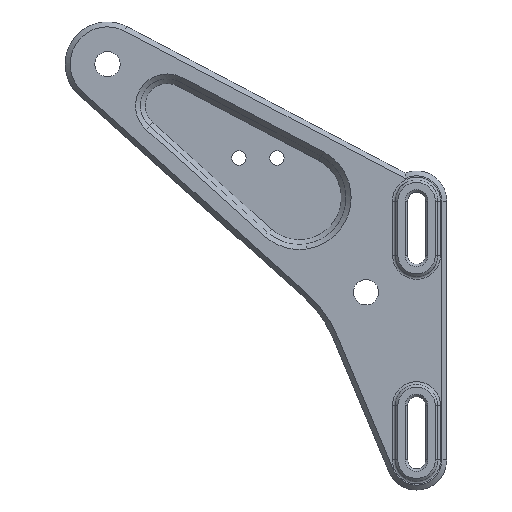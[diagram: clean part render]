
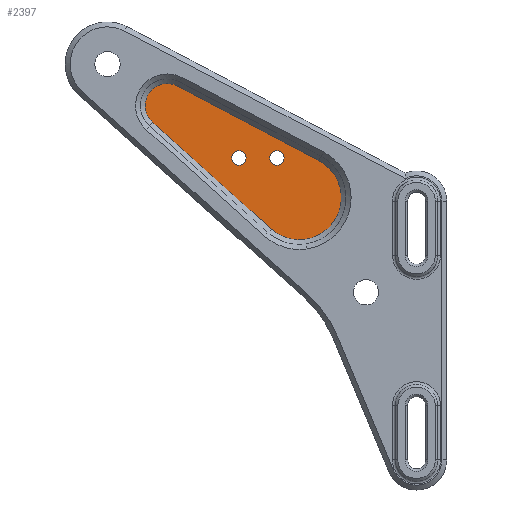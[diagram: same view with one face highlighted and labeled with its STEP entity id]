
A CAD part, top view. The second image highlights one B-rep face of the part: STEP entity #2397.
In plain terms, the highlighted planar face has unit normal (0, 0, 1).
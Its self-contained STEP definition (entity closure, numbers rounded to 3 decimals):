
#82=FACE_BOUND('',#444,.T.);
#83=FACE_BOUND('',#445,.T.);
#99=PLANE('',#2556);
#305=FACE_OUTER_BOUND('',#443,.T.);
#443=EDGE_LOOP('',(#1652,#1653,#1654,#1655));
#444=EDGE_LOOP('',(#1656));
#445=EDGE_LOOP('',(#1657));
#601=LINE('',#3773,#791);
#602=LINE('',#3774,#792);
#791=VECTOR('',#2768,10.);
#792=VECTOR('',#2769,10.);
#973=CIRCLE('',#2546,1.2);
#975=CIRCLE('',#2549,1.2);
#978=CIRCLE('',#2552,6.997);
#981=CIRCLE('',#2555,3.696);
#1014=VERTEX_POINT('',#3298);
#1016=VERTEX_POINT('',#3304);
#1023=VERTEX_POINT('',#3728);
#1024=VERTEX_POINT('',#3729);
#1029=VERTEX_POINT('',#3767);
#1030=VERTEX_POINT('',#3769);
#1257=EDGE_CURVE('',#1014,#1014,#973,.T.);
#1260=EDGE_CURVE('',#1016,#1016,#975,.T.);
#1268=EDGE_CURVE('',#1023,#1024,#978,.T.);
#1274=EDGE_CURVE('',#1029,#1030,#981,.T.);
#1276=EDGE_CURVE('',#1029,#1023,#601,.T.);
#1277=EDGE_CURVE('',#1030,#1024,#602,.T.);
#1652=ORIENTED_EDGE('',*,*,#1274,.F.);
#1653=ORIENTED_EDGE('',*,*,#1276,.T.);
#1654=ORIENTED_EDGE('',*,*,#1268,.T.);
#1655=ORIENTED_EDGE('',*,*,#1277,.F.);
#1656=ORIENTED_EDGE('',*,*,#1257,.T.);
#1657=ORIENTED_EDGE('',*,*,#1260,.T.);
#2397=ADVANCED_FACE('',(#305,#82,#83),#99,.T.);
#2546=AXIS2_PLACEMENT_3D('',#3300,#2738,#2739);
#2549=AXIS2_PLACEMENT_3D('',#3306,#2745,#2746);
#2552=AXIS2_PLACEMENT_3D('',#3730,#2754,#2755);
#2555=AXIS2_PLACEMENT_3D('',#3770,#2763,#2764);
#2556=AXIS2_PLACEMENT_3D('',#3772,#2766,#2767);
#2738=DIRECTION('center_axis',(0.,0.,
-1.));
#2739=DIRECTION('ref_axis',(1.,0.,0.));
#2745=DIRECTION('center_axis',(0.,0.,
-1.));
#2746=DIRECTION('ref_axis',(1.,0.,0.));
#2754=DIRECTION('center_axis',(0.,0.,
1.));
#2755=DIRECTION('ref_axis',(-0.667,-0.745,0.));
#2763=DIRECTION('center_axis',(0.,0.,
-1.));
#2764=DIRECTION('ref_axis',(0.466,0.885,0.));
#2766=DIRECTION('center_axis',(0.,0.,
1.));
#2767=DIRECTION('ref_axis',(1.,0.,0.));
#2768=DIRECTION('',(0.744,-0.668,0.));
#2769=DIRECTION('',(0.885,-0.466,0.));
#3298=CARTESIAN_POINT('',(77.103,33.861,11.494));
#3300=CARTESIAN_POINT('Origin',(78.303,33.861,11.494));
#3304=CARTESIAN_POINT('',(70.776,33.861,11.494));
#3306=CARTESIAN_POINT('Origin',(71.976,33.861,11.494));
#3728=CARTESIAN_POINT('',(77.346,22.054,11.494));
#3729=CARTESIAN_POINT('',(85.272,33.459,11.494));
#3730=CARTESIAN_POINT('Origin',(82.014,27.266,11.494));
#3767=CARTESIAN_POINT('',(57.618,39.783,11.494));
#3769=CARTESIAN_POINT('',(61.808,45.803,11.494));
#3770=CARTESIAN_POINT('Origin',(60.087,42.532,11.494));
#3772=CARTESIAN_POINT('Origin',(72.701,33.248,11.494));
#3773=CARTESIAN_POINT('',(57.618,39.783,11.494));
#3774=CARTESIAN_POINT('',(61.808,45.803,11.494));
